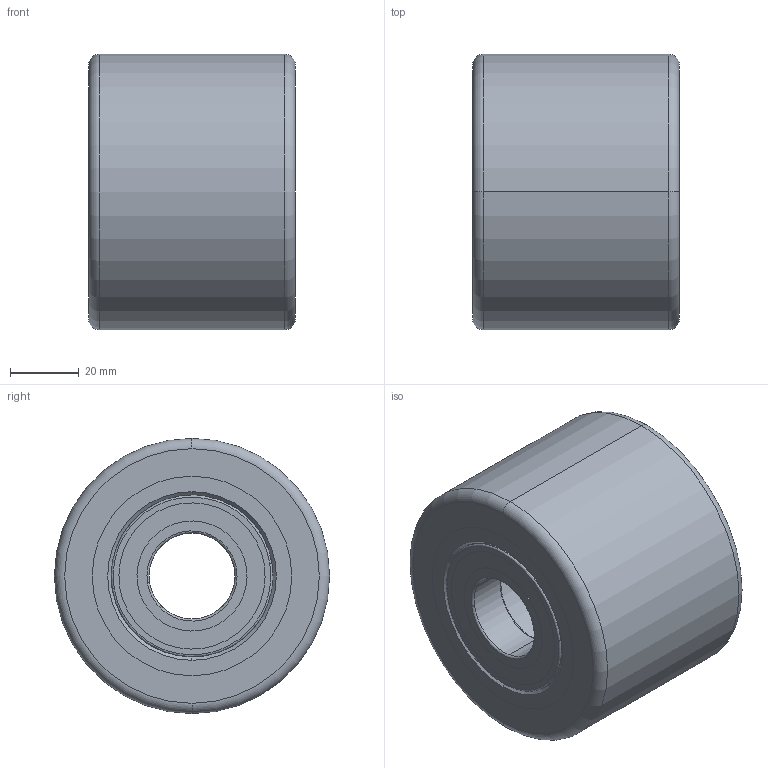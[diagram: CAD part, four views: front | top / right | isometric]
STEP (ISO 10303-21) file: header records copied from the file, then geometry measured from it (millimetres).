
FILE_DESCRIPTION (( 'STEP AP214' ), '1' );
FILE_NAME ('0036774.step', '2021-10-11T09:39:47', ( '' ), ( '' ), 'SwSTEP 2.0', 'SolidWorks 2020', '' );
FILE_SCHEMA (( 'AUTOMOTIVE_DESIGN' ));
Length unit declared in the file: millimetre
Products named in the file (1): 0036774
Bounding box: 60 x 80 x 80 mm (x, y, z)
Volume: 235584.8 mm3; surface area: 82797 mm2
Topology: 16 solids, 16 shells, 154 faces, 340 edges, 220 vertices
Faces by surface type: cylinder 76, plane 34, bspline 28, torus 12, cone 4
Entity records: 8211 total; most frequent: CARTESIAN_POINT 2775, DIRECTION 822, ORIENTED_EDGE 680, AXIS2_PLACEMENT_3D 371, EDGE_CURVE 340, CIRCLE 244, VERTEX_POINT 220, EDGE_LOOP 188
